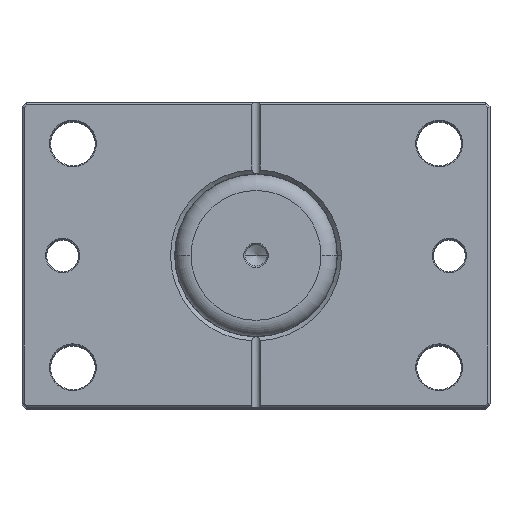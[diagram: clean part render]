
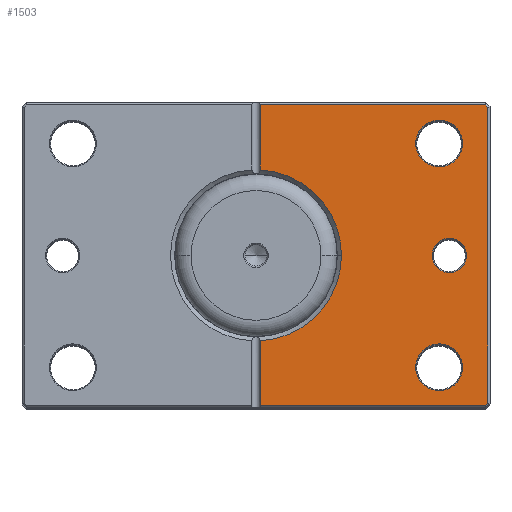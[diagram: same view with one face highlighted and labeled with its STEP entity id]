
A CAD part, top view. The second image highlights one B-rep face of the part: STEP entity #1503.
In plain terms, the highlighted face is planar.
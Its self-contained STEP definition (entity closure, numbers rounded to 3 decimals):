
#170 = VERTEX_POINT ( 'NONE', #1027 ) ;
#255 = CARTESIAN_POINT ( 'NONE',  ( 0., 0., 0. ) ) ;
#296 = CARTESIAN_POINT ( 'NONE',  ( -114., 72.586, 0. ) ) ;
#307 = VECTOR ( 'NONE', #4589, 1000. ) ;
#308 = EDGE_CURVE ( 'NONE', #486, #7093, #1994, .T. ) ;
#322 = CARTESIAN_POINT ( 'NONE',  ( -2., 74., 0. ) ) ;
#354 = EDGE_CURVE ( 'NONE', #3131, #6041, #1661, .T. ) ;
#357 = EDGE_CURVE ( 'NONE', #661, #534, #4447, .T. ) ;
#390 = DIRECTION ( 'NONE',  ( 1., 0., 0. ) ) ;
#408 = CARTESIAN_POINT ( 'NONE',  ( -93.293, 93.293, 0. ) ) ;
#444 = EDGE_LOOP ( 'NONE', ( #1184, #2320 ) ) ;
#465 = CARTESIAN_POINT ( 'NONE',  ( -95., 0., 0. ) ) ;
#485 = DIRECTION ( 'NONE',  ( 0., -1., 0. ) ) ;
#486 = VERTEX_POINT ( 'NONE', #5908 ) ;
#534 = VERTEX_POINT ( 'NONE', #798 ) ;
#623 = DIRECTION ( 'NONE',  ( -1., 0., 0. ) ) ;
#655 = CARTESIAN_POINT ( 'NONE',  ( 0., 74., 0. ) ) ;
#661 = VERTEX_POINT ( 'NONE', #1856 ) ;
#696 = CARTESIAN_POINT ( 'NONE',  ( -2., -74., 0. ) ) ;
#717 = EDGE_CURVE ( 'NONE', #6041, #4918, #6783, .T. ) ;
#720 = CARTESIAN_POINT ( 'NONE',  ( -90., -55., 0. ) ) ;
#757 = DIRECTION ( 'NONE',  ( 0., 0., 1. ) ) ;
#762 = FACE_OUTER_BOUND ( 'NONE', #3523, .T. ) ;
#798 = CARTESIAN_POINT ( 'NONE',  ( -114., -72.586, 0. ) ) ;
#803 = CARTESIAN_POINT ( 'NONE',  ( 0., 0., 0. ) ) ;
#813 = LINE ( 'NONE', #2274, #6552 ) ;
#868 = VERTEX_POINT ( 'NONE', #2141 ) ;
#941 = FACE_BOUND ( 'NONE', #1983, .T. ) ;
#966 = ORIENTED_EDGE ( 'NONE', *, *, #3947, .T. ) ;
#978 = EDGE_CURVE ( 'NONE', #2132, #3351, #6339, .T. ) ;
#1003 = CIRCLE ( 'NONE', #6961, 42. ) ;
#1027 = CARTESIAN_POINT ( 'NONE',  ( -78.5, -55., 0. ) ) ;
#1077 = CARTESIAN_POINT ( 'NONE',  ( -78.5, 55., 0. ) ) ;
#1091 = VECTOR ( 'NONE', #7068, 1000. ) ;
#1184 = ORIENTED_EDGE ( 'NONE', *, *, #1226, .T. ) ;
#1225 = DIRECTION ( 'NONE',  ( 1., 0., 0. ) ) ;
#1226 = EDGE_CURVE ( 'NONE', #3351, #2132, #6073, .T. ) ;
#1292 = DIRECTION ( 'NONE',  ( 1., 0., 0. ) ) ;
#1394 = DIRECTION ( 'NONE',  ( 1., 0., 0. ) ) ;
#1479 = AXIS2_PLACEMENT_3D ( 'NONE', #255, #4120, #1394 ) ;
#1480 = VECTOR ( 'NONE', #485, 1000. ) ;
#1503 = ADVANCED_FACE ( 'NONE', ( #3724, #6859, #941, #762 ), #3873, .F. ) ;
#1661 = LINE ( 'NONE', #2628, #1480 ) ;
#1713 = AXIS2_PLACEMENT_3D ( 'NONE', #3331, #5091, #7190 ) ;
#1786 = CARTESIAN_POINT ( 'NONE',  ( -101.5, -55., 0. ) ) ;
#1792 = DIRECTION ( 'NONE',  ( 0., 0., 1. ) ) ;
#1856 = CARTESIAN_POINT ( 'NONE',  ( -112.586, -74., 0. ) ) ;
#1975 = EDGE_CURVE ( 'NONE', #868, #6335, #3719, .T. ) ;
#1983 = EDGE_LOOP ( 'NONE', ( #5092, #5296 ) ) ;
#1994 = LINE ( 'NONE', #3362, #6090 ) ;
#2021 = EDGE_CURVE ( 'NONE', #3379, #3131, #2055, .T. ) ;
#2055 = LINE ( 'NONE', #655, #4857 ) ;
#2084 = CARTESIAN_POINT ( 'NONE',  ( -93.293, -93.293, 0. ) ) ;
#2132 = VERTEX_POINT ( 'NONE', #2395 ) ;
#2141 = CARTESIAN_POINT ( 'NONE',  ( -101.5, 55., 0. ) ) ;
#2175 = AXIS2_PLACEMENT_3D ( 'NONE', #803, #6622, #3857 ) ;
#2190 = DIRECTION ( 'NONE',  ( 0., 0., 1. ) ) ;
#2258 = ORIENTED_EDGE ( 'NONE', *, *, #354, .T. ) ;
#2274 = CARTESIAN_POINT ( 'NONE',  ( 0., -74., 0. ) ) ;
#2320 = ORIENTED_EDGE ( 'NONE', *, *, #978, .T. ) ;
#2323 = AXIS2_PLACEMENT_3D ( 'NONE', #6183, #2848, #6734 ) ;
#2360 = CARTESIAN_POINT ( 'NONE',  ( -114., 0., 0. ) ) ;
#2395 = CARTESIAN_POINT ( 'NONE',  ( -86.5, 0., 0. ) ) ;
#2417 = ORIENTED_EDGE ( 'NONE', *, *, #3428, .T. ) ;
#2431 = DIRECTION ( 'NONE',  ( 0., 0., 1. ) ) ;
#2628 = CARTESIAN_POINT ( 'NONE',  ( -2., 75., 0. ) ) ;
#2715 = ORIENTED_EDGE ( 'NONE', *, *, #308, .T. ) ;
#2848 = DIRECTION ( 'NONE',  ( 0., 0., 1. ) ) ;
#3131 = VERTEX_POINT ( 'NONE', #322 ) ;
#3246 = DIRECTION ( 'NONE',  ( 0., -1., 0. ) ) ;
#3331 = CARTESIAN_POINT ( 'NONE',  ( -95., 0., 0. ) ) ;
#3351 = VERTEX_POINT ( 'NONE', #3780 ) ;
#3362 = CARTESIAN_POINT ( 'NONE',  ( -2., 75., 0. ) ) ;
#3379 = VERTEX_POINT ( 'NONE', #6579 ) ;
#3428 = EDGE_CURVE ( 'NONE', #170, #7080, #4324, .T. ) ;
#3452 = ORIENTED_EDGE ( 'NONE', *, *, #2021, .T. ) ;
#3523 = EDGE_LOOP ( 'NONE', ( #2258, #5172, #966, #2715, #5104, #6596, #5776, #5267, #3452 ) ) ;
#3552 = EDGE_LOOP ( 'NONE', ( #5130, #2417 ) ) ;
#3563 = EDGE_CURVE ( 'NONE', #534, #5195, #4754, .T. ) ;
#3719 = CIRCLE ( 'NONE', #2323, 11.5 ) ;
#3724 = FACE_BOUND ( 'NONE', #444, .T. ) ;
#3780 = CARTESIAN_POINT ( 'NONE',  ( -103.5, 0., 0. ) ) ;
#3852 = DIRECTION ( 'NONE',  ( -0.707, 0.707, 0. ) ) ;
#3857 = DIRECTION ( 'NONE',  ( 1., 0., 0. ) ) ;
#3873 = PLANE ( 'NONE',  #2175 ) ;
#3947 = EDGE_CURVE ( 'NONE', #4918, #486, #1003, .T. ) ;
#4055 = LINE ( 'NONE', #408, #1091 ) ;
#4120 = DIRECTION ( 'NONE',  ( 0., 0., 1. ) ) ;
#4242 = AXIS2_PLACEMENT_3D ( 'NONE', #720, #4633, #1292 ) ;
#4283 = EDGE_CURVE ( 'NONE', #7093, #661, #813, .T. ) ;
#4324 = CIRCLE ( 'NONE', #6483, 11.5 ) ;
#4447 = LINE ( 'NONE', #2084, #5745 ) ;
#4589 = DIRECTION ( 'NONE',  ( 0., 1., 0. ) ) ;
#4633 = DIRECTION ( 'NONE',  ( 0., 0., 1. ) ) ;
#4720 = CARTESIAN_POINT ( 'NONE',  ( -42., 0., 0. ) ) ;
#4726 = CIRCLE ( 'NONE', #4242, 11.5 ) ;
#4734 = EDGE_CURVE ( 'NONE', #6335, #868, #4824, .T. ) ;
#4754 = LINE ( 'NONE', #2360, #307 ) ;
#4824 = CIRCLE ( 'NONE', #6028, 11.5 ) ;
#4857 = VECTOR ( 'NONE', #1225, 1000. ) ;
#4869 = CARTESIAN_POINT ( 'NONE',  ( -2., 41.952, 0. ) ) ;
#4918 = VERTEX_POINT ( 'NONE', #4720 ) ;
#5091 = DIRECTION ( 'NONE',  ( 0., 0., 1. ) ) ;
#5092 = ORIENTED_EDGE ( 'NONE', *, *, #1975, .T. ) ;
#5104 = ORIENTED_EDGE ( 'NONE', *, *, #4283, .T. ) ;
#5127 = CARTESIAN_POINT ( 'NONE',  ( -90., 55., 0. ) ) ;
#5130 = ORIENTED_EDGE ( 'NONE', *, *, #5762, .T. ) ;
#5172 = ORIENTED_EDGE ( 'NONE', *, *, #717, .T. ) ;
#5195 = VERTEX_POINT ( 'NONE', #296 ) ;
#5267 = ORIENTED_EDGE ( 'NONE', *, *, #6789, .T. ) ;
#5296 = ORIENTED_EDGE ( 'NONE', *, *, #4734, .T. ) ;
#5537 = CARTESIAN_POINT ( 'NONE',  ( -90., -55., 0. ) ) ;
#5682 = DIRECTION ( 'NONE',  ( 1., 0., 0. ) ) ;
#5745 = VECTOR ( 'NONE', #3852, 1000. ) ;
#5762 = EDGE_CURVE ( 'NONE', #7080, #170, #4726, .T. ) ;
#5774 = CARTESIAN_POINT ( 'NONE',  ( 0., 0., 0. ) ) ;
#5776 = ORIENTED_EDGE ( 'NONE', *, *, #3563, .T. ) ;
#5908 = CARTESIAN_POINT ( 'NONE',  ( -2., -41.952, 0. ) ) ;
#6028 = AXIS2_PLACEMENT_3D ( 'NONE', #5127, #1792, #5682 ) ;
#6041 = VERTEX_POINT ( 'NONE', #4869 ) ;
#6073 = CIRCLE ( 'NONE', #6925, 8.5 ) ;
#6090 = VECTOR ( 'NONE', #3246, 1000. ) ;
#6092 = DIRECTION ( 'NONE',  ( 1., 0., 0. ) ) ;
#6183 = CARTESIAN_POINT ( 'NONE',  ( -90., 55., 0. ) ) ;
#6334 = DIRECTION ( 'NONE',  ( 1., 0., 0. ) ) ;
#6335 = VERTEX_POINT ( 'NONE', #1077 ) ;
#6339 = CIRCLE ( 'NONE', #1713, 8.5 ) ;
#6483 = AXIS2_PLACEMENT_3D ( 'NONE', #5537, #2190, #6092 ) ;
#6552 = VECTOR ( 'NONE', #623, 1000. ) ;
#6579 = CARTESIAN_POINT ( 'NONE',  ( -112.586, 74., 0. ) ) ;
#6596 = ORIENTED_EDGE ( 'NONE', *, *, #357, .T. ) ;
#6622 = DIRECTION ( 'NONE',  ( 0., 0., 1. ) ) ;
#6734 = DIRECTION ( 'NONE',  ( 1., 0., 0. ) ) ;
#6783 = CIRCLE ( 'NONE', #1479, 42. ) ;
#6789 = EDGE_CURVE ( 'NONE', #5195, #3379, #4055, .T. ) ;
#6859 = FACE_BOUND ( 'NONE', #3552, .T. ) ;
#6925 = AXIS2_PLACEMENT_3D ( 'NONE', #465, #757, #390 ) ;
#6961 = AXIS2_PLACEMENT_3D ( 'NONE', #5774, #2431, #6334 ) ;
#7068 = DIRECTION ( 'NONE',  ( 0.707, 0.707, 0. ) ) ;
#7080 = VERTEX_POINT ( 'NONE', #1786 ) ;
#7093 = VERTEX_POINT ( 'NONE', #696 ) ;
#7190 = DIRECTION ( 'NONE',  ( 1., 0., 0. ) ) ;
